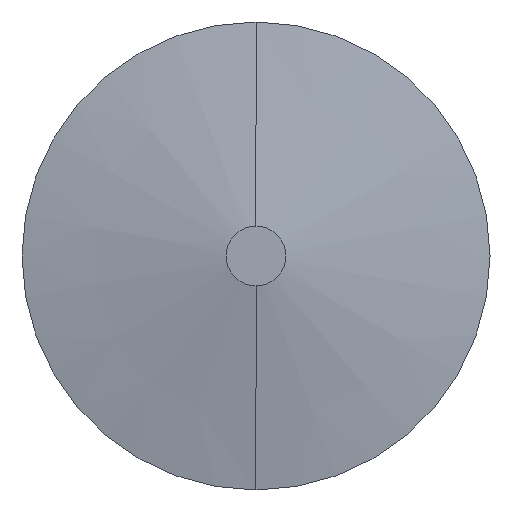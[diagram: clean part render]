
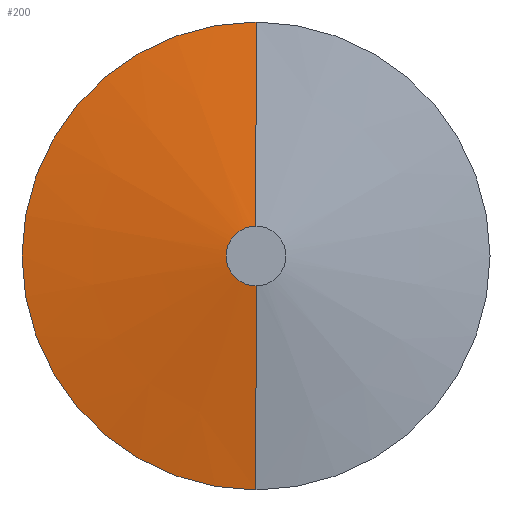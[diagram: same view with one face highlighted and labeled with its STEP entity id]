
A CAD part, left-side view. The second image highlights one B-rep face of the part: STEP entity #200.
In plain terms, the highlighted conical face has half-angle 80 degrees and reference radius 1.657 mm.
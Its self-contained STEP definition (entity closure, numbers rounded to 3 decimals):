
#19 = FACE_OUTER_BOUND ( 'NONE', #255, .T. ) ;
#23 = AXIS2_PLACEMENT_3D ( 'NONE', #93, #364, #136 ) ;
#33 = ORIENTED_EDGE ( 'NONE', *, *, #310, .F. ) ;
#47 = LINE ( 'NONE', #484, #186 ) ;
#93 = CARTESIAN_POINT ( 'NONE',  ( 2., 0., 0. ) ) ;
#96 = CARTESIAN_POINT ( 'NONE',  ( 0., 0., 0. ) ) ;
#99 = ORIENTED_EDGE ( 'NONE', *, *, #501, .F. ) ;
#100 = VERTEX_POINT ( 'NONE', #401 ) ;
#115 = DIRECTION ( 'NONE',  ( 0.174, 0., 0.985 ) ) ;
#120 = AXIS2_PLACEMENT_3D ( 'NONE', #96, #415, #320 ) ;
#123 = DIRECTION ( 'NONE',  ( 0., 0., -1. ) ) ;
#136 = DIRECTION ( 'NONE',  ( 0., 0., -1. ) ) ;
#150 = CARTESIAN_POINT ( 'NONE',  ( 0., 0., 1.657 ) ) ;
#160 = CARTESIAN_POINT ( 'NONE',  ( 2., 0., -13. ) ) ;
#164 = AXIS2_PLACEMENT_3D ( 'NONE', #196, #344, #123 ) ;
#177 = ORIENTED_EDGE ( 'NONE', *, *, #299, .F. ) ;
#182 = VERTEX_POINT ( 'NONE', #453 ) ;
#186 = VECTOR ( 'NONE', #410, 1000. ) ;
#191 = VERTEX_POINT ( 'NONE', #160 ) ;
#196 = CARTESIAN_POINT ( 'NONE',  ( 0., 0., 0. ) ) ;
#198 = CIRCLE ( 'NONE', #23, 13. ) ;
#200 = ADVANCED_FACE ( 'NONE', ( #19 ), #315, .T. ) ;
#255 = EDGE_LOOP ( 'NONE', ( #99, #479, #33, #177 ) ) ;
#265 = EDGE_CURVE ( 'NONE', #100, #279, #436, .T. ) ;
#279 = VERTEX_POINT ( 'NONE', #280 ) ;
#280 = CARTESIAN_POINT ( 'NONE',  ( 2., 0., 13. ) ) ;
#299 = EDGE_CURVE ( 'NONE', #182, #191, #47, .T. ) ;
#310 = EDGE_CURVE ( 'NONE', #191, #279, #198, .T. ) ;
#315 = CONICAL_SURFACE ( 'NONE', #164, 1.657, 1.396 ) ;
#320 = DIRECTION ( 'NONE',  ( 0., 0., -1. ) ) ;
#344 = DIRECTION ( 'NONE',  ( 1., 0., 0. ) ) ;
#364 = DIRECTION ( 'NONE',  ( 1., 0., 0. ) ) ;
#401 = CARTESIAN_POINT ( 'NONE',  ( 0., 0., 1.657 ) ) ;
#410 = DIRECTION ( 'NONE',  ( 0.174, 0., -0.985 ) ) ;
#415 = DIRECTION ( 'NONE',  ( -1., 0., 0. ) ) ;
#436 = LINE ( 'NONE', #150, #477 ) ;
#441 = CIRCLE ( 'NONE', #120, 1.657 ) ;
#453 = CARTESIAN_POINT ( 'NONE',  ( 0., 0., -1.657 ) ) ;
#477 = VECTOR ( 'NONE', #115, 1000. ) ;
#479 = ORIENTED_EDGE ( 'NONE', *, *, #265, .T. ) ;
#484 = CARTESIAN_POINT ( 'NONE',  ( 0., 0., -1.657 ) ) ;
#501 = EDGE_CURVE ( 'NONE', #100, #182, #441, .T. ) ;
